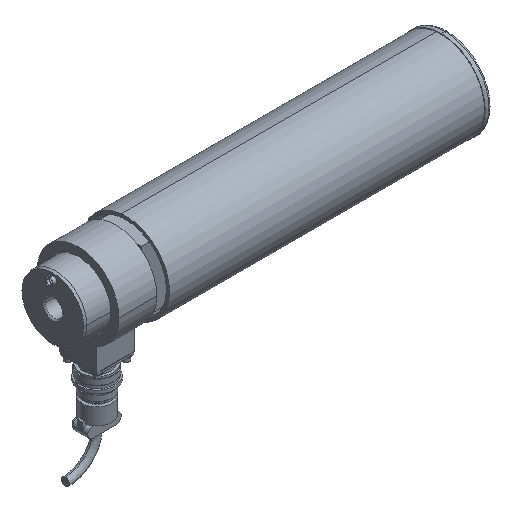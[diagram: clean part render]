
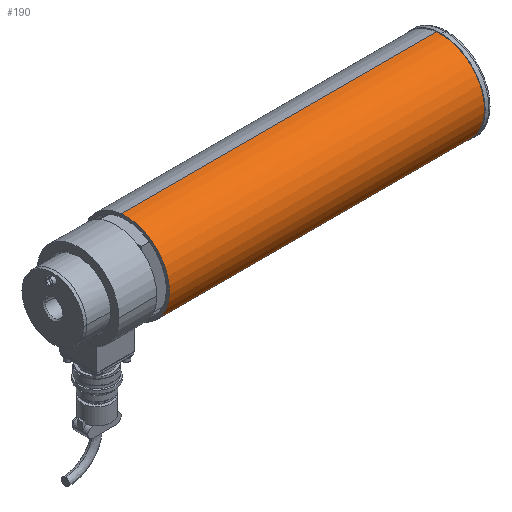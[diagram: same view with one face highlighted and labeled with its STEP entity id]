
A CAD part, isometric view. The second image highlights one B-rep face of the part: STEP entity #190.
In plain terms, the highlighted cylindrical face has radius 34.5 mm (diameter 69 mm), a partial arc.
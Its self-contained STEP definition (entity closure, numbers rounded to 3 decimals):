
#190 = ADVANCED_FACE ( 'NONE', ( #2465 ), #13707, .T. ) ;
#204 = VECTOR ( 'NONE', #3490, 1000. ) ;
#305 = CARTESIAN_POINT ( 'NONE',  ( 250., 0., 0. ) ) ;
#910 = CARTESIAN_POINT ( 'NONE',  ( -17.724, 0., 34.5 ) ) ;
#1549 = AXIS2_PLACEMENT_3D ( 'NONE', #8417, #4708, #4917 ) ;
#2120 = ORIENTED_EDGE ( 'NONE', *, *, #6402, .T. ) ;
#2160 = EDGE_CURVE ( 'NONE', #6870, #7631, #4312, .T. ) ;
#2267 = DIRECTION ( 'NONE',  ( -1., 0., 0. ) ) ;
#2465 = FACE_OUTER_BOUND ( 'NONE', #3245, .T. ) ;
#2473 = CIRCLE ( 'NONE', #15364, 34.5 ) ;
#3245 = EDGE_LOOP ( 'NONE', ( #7397, #4133, #2120, #4287 ) ) ;
#3490 = DIRECTION ( 'NONE',  ( -1., 0., 0. ) ) ;
#3920 = DIRECTION ( 'NONE',  ( 0., 0., 1. ) ) ;
#4133 = ORIENTED_EDGE ( 'NONE', *, *, #2160, .T. ) ;
#4287 = ORIENTED_EDGE ( 'NONE', *, *, #6559, .F. ) ;
#4312 = CIRCLE ( 'NONE', #14302, 34.5 ) ;
#4708 = DIRECTION ( 'NONE',  ( -1., 0., 0. ) ) ;
#4838 = VERTEX_POINT ( 'NONE', #15400 ) ;
#4917 = DIRECTION ( 'NONE',  ( 0., 0., 1. ) ) ;
#5057 = CARTESIAN_POINT ( 'NONE',  ( 0., 0., 0. ) ) ;
#5770 = VECTOR ( 'NONE', #2267, 1000. ) ;
#5859 = CARTESIAN_POINT ( 'NONE',  ( -17.724, 0., -34.5 ) ) ;
#6293 = DIRECTION ( 'NONE',  ( -1., 0., 0. ) ) ;
#6402 = EDGE_CURVE ( 'NONE', #7631, #4838, #8302, .T. ) ;
#6559 = EDGE_CURVE ( 'NONE', #7254, #4838, #2473, .T. ) ;
#6739 = LINE ( 'NONE', #5859, #5770 ) ;
#6870 = VERTEX_POINT ( 'NONE', #12752 ) ;
#7254 = VERTEX_POINT ( 'NONE', #11514 ) ;
#7397 = ORIENTED_EDGE ( 'NONE', *, *, #15179, .F. ) ;
#7631 = VERTEX_POINT ( 'NONE', #10853 ) ;
#8302 = LINE ( 'NONE', #910, #204 ) ;
#8417 = CARTESIAN_POINT ( 'NONE',  ( -17.724, 0., 0. ) ) ;
#10055 = DIRECTION ( 'NONE',  ( -1., 0., 0. ) ) ;
#10853 = CARTESIAN_POINT ( 'NONE',  ( 250., 0., 34.5 ) ) ;
#11514 = CARTESIAN_POINT ( 'NONE',  ( 0., 0., -34.5 ) ) ;
#12752 = CARTESIAN_POINT ( 'NONE',  ( 250., 0., -34.5 ) ) ;
#13707 = CYLINDRICAL_SURFACE ( 'NONE', #1549, 34.5 ) ;
#14302 = AXIS2_PLACEMENT_3D ( 'NONE', #305, #10055, #14987 ) ;
#14987 = DIRECTION ( 'NONE',  ( 0., 0., 1. ) ) ;
#15179 = EDGE_CURVE ( 'NONE', #6870, #7254, #6739, .T. ) ;
#15364 = AXIS2_PLACEMENT_3D ( 'NONE', #5057, #6293, #3920 ) ;
#15400 = CARTESIAN_POINT ( 'NONE',  ( 0., 0., 34.5 ) ) ;
